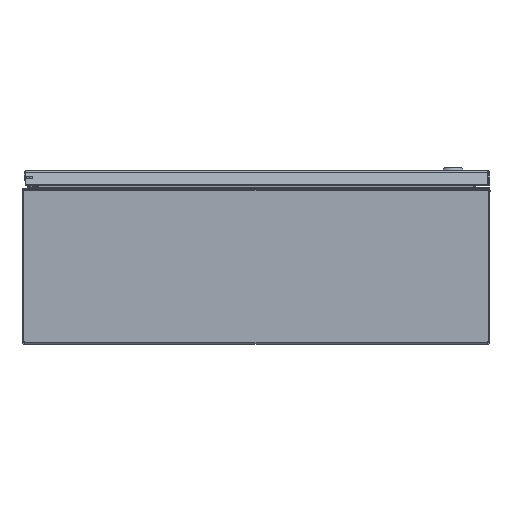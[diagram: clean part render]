
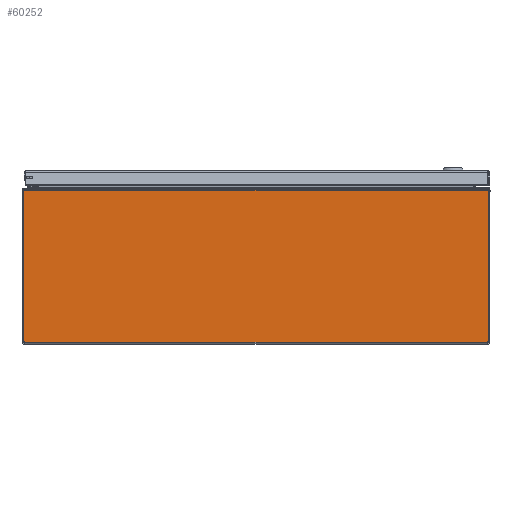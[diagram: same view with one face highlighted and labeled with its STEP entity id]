
A CAD part, front view. The second image highlights one B-rep face of the part: STEP entity #60252.
In plain terms, the highlighted planar face has unit normal (0, -1, 0).
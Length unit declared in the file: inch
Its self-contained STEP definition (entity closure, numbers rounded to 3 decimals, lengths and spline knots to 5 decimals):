
#3505 = VECTOR ( 'NONE', #63735, 39.37008 ) ;
#3728 = LINE ( 'NONE', #21521, #21436 ) ;
#5603 = ORIENTED_EDGE ( 'NONE', *, *, #39748, .F. ) ;
#5771 = LINE ( 'NONE', #54684, #3505 ) ;
#5928 = VERTEX_POINT ( 'NONE', #62233 ) ;
#6205 = DIRECTION ( 'NONE',  ( 0., 1., 0. ) ) ;
#6785 = DIRECTION ( 'NONE',  ( -1., 0., 0. ) ) ;
#9197 = DIRECTION ( 'NONE',  ( 0., -1., 0. ) ) ;
#9550 = CARTESIAN_POINT ( 'NONE',  ( 11.963, -13.66888, -13.51909 ) ) ;
#9567 = VERTEX_POINT ( 'NONE', #25455 ) ;
#11133 = VERTEX_POINT ( 'NONE', #44694 ) ;
#12183 = VERTEX_POINT ( 'NONE', #53004 ) ;
#13681 = FACE_OUTER_BOUND ( 'NONE', #47512, .T. ) ;
#16163 = AXIS2_PLACEMENT_3D ( 'NONE', #55175, #6205, #60136 ) ;
#16320 = ORIENTED_EDGE ( 'NONE', *, *, #16996, .F. ) ;
#16996 = EDGE_CURVE ( 'NONE', #12183, #47495, #52293, .T. ) ;
#20481 = CARTESIAN_POINT ( 'NONE',  ( 11.92511, -13.66888, 0.07489 ) ) ;
#20490 = ORIENTED_EDGE ( 'NONE', *, *, #50291, .F. ) ;
#21436 = VECTOR ( 'NONE', #27029, 39.37008 ) ;
#21521 = CARTESIAN_POINT ( 'NONE',  ( -11.963, -13.66888, -13.51909 ) ) ;
#21640 = CARTESIAN_POINT ( 'NONE',  ( 0., -13.66888, 0.10525 ) ) ;
#22027 = ORIENTED_EDGE ( 'NONE', *, *, #61476, .F. ) ;
#22548 = EDGE_CURVE ( 'NONE', #47495, #35758, #45958, .T. ) ;
#25455 = CARTESIAN_POINT ( 'NONE',  ( -11.963, -13.66888, 7.89475 ) ) ;
#26890 = VECTOR ( 'NONE', #63638, 39.37008 ) ;
#27029 = DIRECTION ( 'NONE',  ( 0., 0., 1. ) ) ;
#28818 = VECTOR ( 'NONE', #6785, 39.37008 ) ;
#31317 = PLANE ( 'NONE',  #16163 ) ;
#35758 = VERTEX_POINT ( 'NONE', #55050 ) ;
#37906 = CARTESIAN_POINT ( 'NONE',  ( 11.963, -13.66888, 0.13375 ) ) ;
#39748 = EDGE_CURVE ( 'NONE', #5928, #9567, #3728, .T. ) ;
#43492 = CIRCLE ( 'NONE', #51914, 0.07 ) ;
#44663 = DIRECTION ( 'NONE',  ( 0., 0., -1. ) ) ;
#44694 = CARTESIAN_POINT ( 'NONE',  ( -11.86203, -13.66888, 0.10525 ) ) ;
#44890 = AXIS2_PLACEMENT_3D ( 'NONE', #20481, #60183, #44663 ) ;
#45958 = CIRCLE ( 'NONE', #44890, 0.07 ) ;
#47495 = VERTEX_POINT ( 'NONE', #37906 ) ;
#47512 = EDGE_LOOP ( 'NONE', ( #20490, #54826, #16320, #53739, #5603, #22027 ) ) ;
#48920 = DIRECTION ( 'NONE',  ( 0., 0., -1. ) ) ;
#49989 = EDGE_CURVE ( 'NONE', #9567, #12183, #5771, .T. ) ;
#50291 = EDGE_CURVE ( 'NONE', #35758, #11133, #54940, .T. ) ;
#51914 = AXIS2_PLACEMENT_3D ( 'NONE', #63582, #9197, #48920 ) ;
#52293 = LINE ( 'NONE', #9550, #26890 ) ;
#53004 = CARTESIAN_POINT ( 'NONE',  ( 11.963, -13.66888, 7.89475 ) ) ;
#53739 = ORIENTED_EDGE ( 'NONE', *, *, #49989, .F. ) ;
#54684 = CARTESIAN_POINT ( 'NONE',  ( 0., -13.66888, 7.89475 ) ) ;
#54826 = ORIENTED_EDGE ( 'NONE', *, *, #22548, .F. ) ;
#54940 = LINE ( 'NONE', #21640, #28818 ) ;
#55050 = CARTESIAN_POINT ( 'NONE',  ( 11.86203, -13.66888, 0.10525 ) ) ;
#55175 = CARTESIAN_POINT ( 'NONE',  ( 0., -13.66888, -13.51909 ) ) ;
#60136 = DIRECTION ( 'NONE',  ( 0., 0., 1. ) ) ;
#60183 = DIRECTION ( 'NONE',  ( 0., -1., 0. ) ) ;
#60252 = ADVANCED_FACE ( 'NONE', ( #13681 ), #31317, .F. ) ;
#61476 = EDGE_CURVE ( 'NONE', #11133, #5928, #43492, .T. ) ;
#62233 = CARTESIAN_POINT ( 'NONE',  ( -11.963, -13.66888, 0.13375 ) ) ;
#63582 = CARTESIAN_POINT ( 'NONE',  ( -11.92511, -13.66888, 0.07489 ) ) ;
#63638 = DIRECTION ( 'NONE',  ( 0., 0., -1. ) ) ;
#63735 = DIRECTION ( 'NONE',  ( 1., 0., 0. ) ) ;
